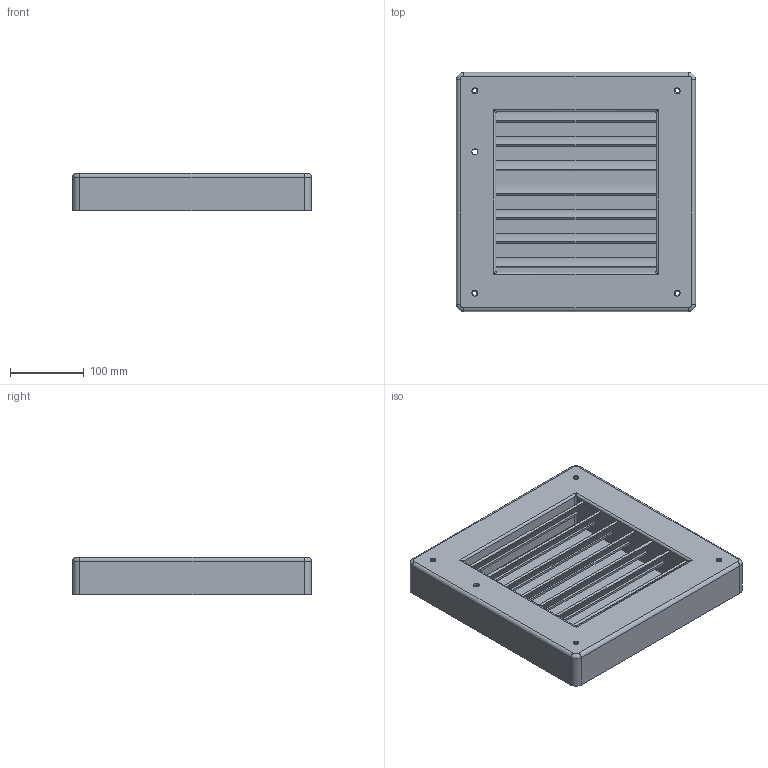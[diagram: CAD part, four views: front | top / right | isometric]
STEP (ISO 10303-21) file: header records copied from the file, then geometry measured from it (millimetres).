
FILE_DESCRIPTION (( 'STEP AP214' ), '1' );
FILE_NAME ('MK 20.STEP', '2017-03-07T16:04:26', ( 'CADnetwork' ), ( '' ), 'SwSTEP 2.0', 'SolidWorks 2012', '' );
FILE_SCHEMA (( 'AUTOMOTIVE_DESIGN' ));
Length unit declared in the file: millimetre
Products named in the file (1): MK 20
Bounding box: 325 x 325 x 50.5 mm (x, y, z)
Volume: 799213.6 mm3; surface area: 607633.3 mm2
Topology: 1 solids, 1 shells, 131 faces, 352 edges, 220 vertices
Faces by surface type: cylinder 76, plane 35, torus 16, bspline 4
Entity records: 4412 total; most frequent: CARTESIAN_POINT 956, DIRECTION 760, ORIENTED_EDGE 696, EDGE_CURVE 348, AXIS2_PLACEMENT_3D 296, VERTEX_POINT 220, CIRCLE 168, LINE 168
